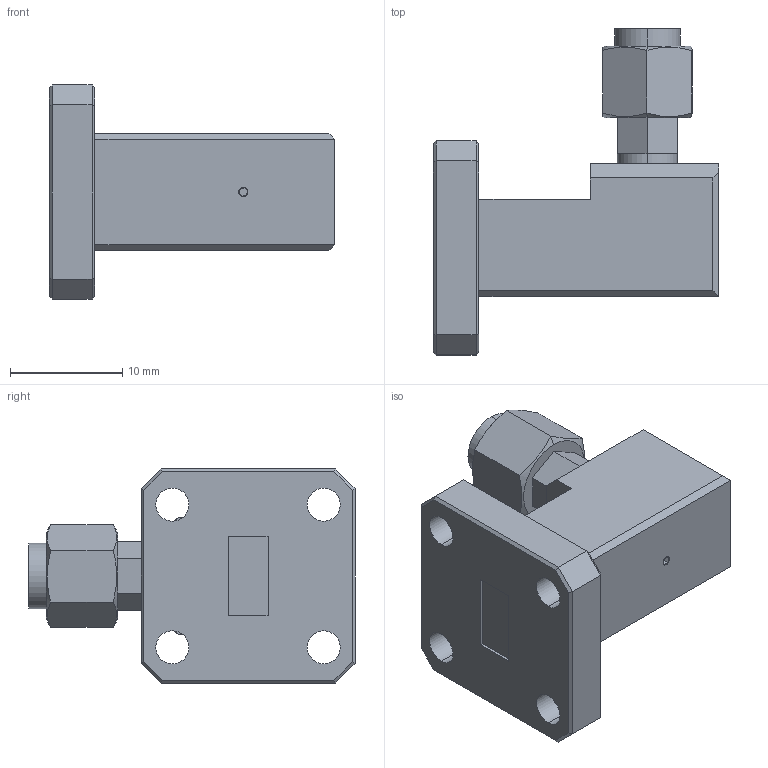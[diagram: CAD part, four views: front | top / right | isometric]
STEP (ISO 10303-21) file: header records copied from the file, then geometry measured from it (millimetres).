
FILE_DESCRIPTION (( 'STEP AP203' ), '1' );
FILE_NAME ('SWC-2434431505-282M-R1.STEP', '2020-12-30T20:13:13', ( 'Windows User' ), ( '' ), 'SwSTEP 2.0', 'SolidWorks 2020', '' );
FILE_SCHEMA (( 'CONFIG_CONTROL_DESIGN' ));
Length unit declared in the file: inch
Products named in the file (1): SWC-2434431505-282M-R1
Bounding box: 25.4 x 29.03 x 19.05 mm (x, y, z)
Volume: 3961.1 mm3; surface area: 2520.2 mm2
Topology: 1 solids, 1 shells, 128 faces, 288 edges, 174 vertices
Faces by surface type: plane 84, cylinder 22, cone 22
Entity records: 3691 total; most frequent: CARTESIAN_POINT 745, DIRECTION 594, ORIENTED_EDGE 576, EDGE_CURVE 288, AXIS2_PLACEMENT_3D 203, LINE 188, VECTOR 188, VERTEX_POINT 174
